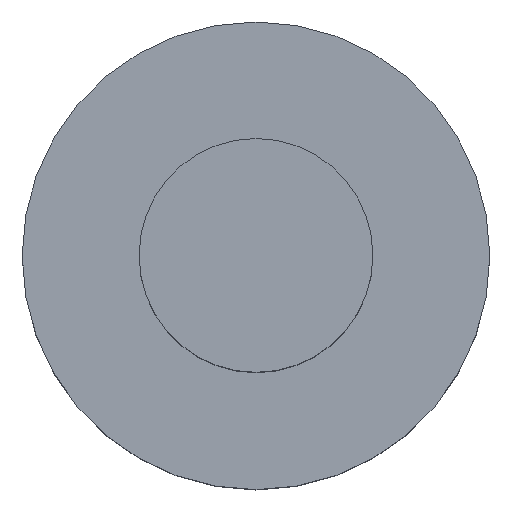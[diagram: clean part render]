
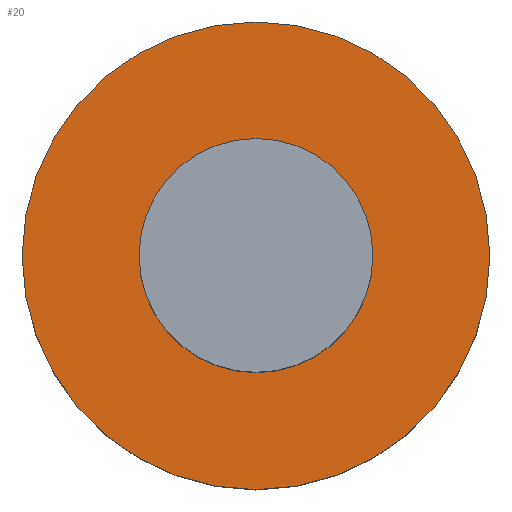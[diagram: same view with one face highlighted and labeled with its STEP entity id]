
A CAD part, top view. The second image highlights one B-rep face of the part: STEP entity #20.
In plain terms, the highlighted planar face has unit normal (0, 0, 1).
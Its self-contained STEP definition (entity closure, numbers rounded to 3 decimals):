
#13 = CARTESIAN_POINT ( 'NONE',  ( 1., 0., 1.6 ) ) ;
#18 = DIRECTION ( 'NONE',  ( 1., 0., 0. ) ) ;
#19 = AXIS2_PLACEMENT_3D ( 'NONE', #260, #231, #57 ) ;
#20 = ADVANCED_FACE ( 'NONE', ( #69, #397 ), #401, .T. ) ;
#31 = CARTESIAN_POINT ( 'NONE',  ( -2., 0., 1.6 ) ) ;
#33 = CARTESIAN_POINT ( 'NONE',  ( 0., 0., 1.6 ) ) ;
#56 = CIRCLE ( 'NONE', #272, 2. ) ;
#57 = DIRECTION ( 'NONE',  ( 1., 0., 0. ) ) ;
#59 = EDGE_CURVE ( 'NONE', #323, #407, #56, .T. ) ;
#63 = CARTESIAN_POINT ( 'NONE',  ( -1., 0., 1.6 ) ) ;
#65 = CIRCLE ( 'NONE', #246, 1. ) ;
#69 = FACE_BOUND ( 'NONE', #84, .T. ) ;
#72 = ORIENTED_EDGE ( 'NONE', *, *, #190, .F. ) ;
#73 = ORIENTED_EDGE ( 'NONE', *, *, #59, .T. ) ;
#75 = EDGE_LOOP ( 'NONE', ( #240, #73 ) ) ;
#84 = EDGE_LOOP ( 'NONE', ( #72, #144 ) ) ;
#95 = CARTESIAN_POINT ( 'NONE',  ( 0., 0., 1.6 ) ) ;
#101 = DIRECTION ( 'NONE',  ( 0., 0., 1. ) ) ;
#103 = VERTEX_POINT ( 'NONE', #13 ) ;
#114 = CARTESIAN_POINT ( 'NONE',  ( 0., 0., 1.6 ) ) ;
#116 = CIRCLE ( 'NONE', #196, 2. ) ;
#127 = DIRECTION ( 'NONE',  ( 1., 0., 0. ) ) ;
#144 = ORIENTED_EDGE ( 'NONE', *, *, #206, .F. ) ;
#150 = CARTESIAN_POINT ( 'NONE',  ( 2., 0., 1.6 ) ) ;
#190 = EDGE_CURVE ( 'NONE', #335, #103, #65, .T. ) ;
#196 = AXIS2_PLACEMENT_3D ( 'NONE', #33, #101, #127 ) ;
#202 = AXIS2_PLACEMENT_3D ( 'NONE', #394, #216, #18 ) ;
#206 = EDGE_CURVE ( 'NONE', #103, #335, #404, .T. ) ;
#216 = DIRECTION ( 'NONE',  ( 0., 0., 1. ) ) ;
#226 = DIRECTION ( 'NONE',  ( 0., 0., 1. ) ) ;
#229 = EDGE_CURVE ( 'NONE', #407, #323, #116, .T. ) ;
#231 = DIRECTION ( 'NONE',  ( 0., 0., 1. ) ) ;
#240 = ORIENTED_EDGE ( 'NONE', *, *, #229, .T. ) ;
#246 = AXIS2_PLACEMENT_3D ( 'NONE', #114, #352, #295 ) ;
#260 = CARTESIAN_POINT ( 'NONE',  ( 0., 0., 1.6 ) ) ;
#272 = AXIS2_PLACEMENT_3D ( 'NONE', #95, #226, #363 ) ;
#295 = DIRECTION ( 'NONE',  ( 1., 0., 0. ) ) ;
#323 = VERTEX_POINT ( 'NONE', #150 ) ;
#335 = VERTEX_POINT ( 'NONE', #63 ) ;
#352 = DIRECTION ( 'NONE',  ( 0., 0., 1. ) ) ;
#363 = DIRECTION ( 'NONE',  ( 1., 0., 0. ) ) ;
#394 = CARTESIAN_POINT ( 'NONE',  ( 0., 0., 1.6 ) ) ;
#397 = FACE_OUTER_BOUND ( 'NONE', #75, .T. ) ;
#401 = PLANE ( 'NONE',  #19 ) ;
#404 = CIRCLE ( 'NONE', #202, 1. ) ;
#407 = VERTEX_POINT ( 'NONE', #31 ) ;
